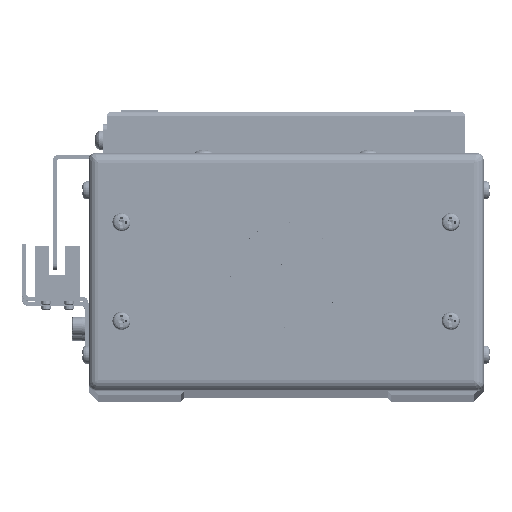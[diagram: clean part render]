
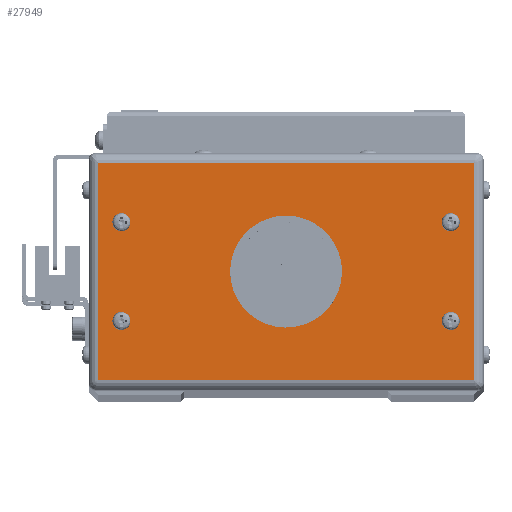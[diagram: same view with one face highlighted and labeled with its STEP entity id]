
A CAD part, top view. The second image highlights one B-rep face of the part: STEP entity #27949.
In plain terms, the highlighted planar face has unit normal (0, 0, 1).
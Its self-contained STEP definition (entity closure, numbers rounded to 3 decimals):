
#999 = DIRECTION ( 'NONE',  ( 1., 0., 0. ) ) ;
#1903 = LINE ( 'NONE', #90231, #98327 ) ;
#2815 = AXIS2_PLACEMENT_3D ( 'NONE', #81186, #117787, #60837 ) ;
#4200 = DIRECTION ( 'NONE',  ( 0., 1., 0. ) ) ;
#5366 = DIRECTION ( 'NONE',  ( 0., 0., -1. ) ) ;
#6253 = AXIS2_PLACEMENT_3D ( 'NONE', #45150, #110562, #54518 ) ;
#7076 = ORIENTED_EDGE ( 'NONE', *, *, #37829, .F. ) ;
#8370 = VERTEX_POINT ( 'NONE', #26535 ) ;
#8867 = ORIENTED_EDGE ( 'NONE', *, *, #61790, .F. ) ;
#8874 = ORIENTED_EDGE ( 'NONE', *, *, #99261, .F. ) ;
#10211 = EDGE_CURVE ( 'NONE', #44007, #27236, #118945, .T. ) ;
#11098 = AXIS2_PLACEMENT_3D ( 'NONE', #102181, #46139, #111531 ) ;
#11141 = CARTESIAN_POINT ( 'NONE',  ( 48.3, 15., 5. ) ) ;
#15380 = EDGE_CURVE ( 'NONE', #113126, #8370, #49294, .T. ) ;
#16211 = CARTESIAN_POINT ( 'NONE',  ( 50., 15., 5. ) ) ;
#16299 = EDGE_LOOP ( 'NONE', ( #51138, #88365, #104337, #73293 ) ) ;
#16399 = EDGE_LOOP ( 'NONE', ( #114224, #66272 ) ) ;
#17813 = VERTEX_POINT ( 'NONE', #33455 ) ;
#22119 = AXIS2_PLACEMENT_3D ( 'NONE', #16211, #81497, #25585 ) ;
#22372 = EDGE_LOOP ( 'NONE', ( #92277, #74778 ) ) ;
#22383 = FACE_BOUND ( 'NONE', #16399, .T. ) ;
#25585 = DIRECTION ( 'NONE',  ( 1., 0., 0. ) ) ;
#25961 = DIRECTION ( 'NONE',  ( -1., 0., 0. ) ) ;
#26184 = LINE ( 'NONE', #116017, #97802 ) ;
#26535 = CARTESIAN_POINT ( 'NONE',  ( -51.7, 15., 5. ) ) ;
#27236 = VERTEX_POINT ( 'NONE', #120174 ) ;
#27257 = CIRCLE ( 'NONE', #96454, 1.7 ) ;
#27313 = CIRCLE ( 'NONE', #120262, 1.7 ) ;
#27949 = ADVANCED_FACE ( 'NONE', ( #94045, #118828, #22383, #96973, #44265, #47182 ), #100117, .F. ) ;
#28636 = VECTOR ( 'NONE', #63183, 1000. ) ;
#29797 = DIRECTION ( 'NONE',  ( 0., 0., 1. ) ) ;
#31845 = CARTESIAN_POINT ( 'NONE',  ( -57., -33., 5. ) ) ;
#31949 = DIRECTION ( 'NONE',  ( 0., 0., 1. ) ) ;
#33455 = CARTESIAN_POINT ( 'NONE',  ( 57., -33., 5. ) ) ;
#35219 = EDGE_CURVE ( 'NONE', #76981, #17813, #103225, .T. ) ;
#35703 = CARTESIAN_POINT ( 'NONE',  ( 51.7, -15., 5. ) ) ;
#36682 = VERTEX_POINT ( 'NONE', #35703 ) ;
#37829 = EDGE_CURVE ( 'NONE', #36682, #119604, #27313, .T. ) ;
#38540 = VECTOR ( 'NONE', #25961, 1000. ) ;
#38568 = CARTESIAN_POINT ( 'NONE',  ( 15., 0., 5. ) ) ;
#39167 = VERTEX_POINT ( 'NONE', #38568 ) ;
#41637 = DIRECTION ( 'NONE',  ( 0., 0., 1. ) ) ;
#43500 = EDGE_CURVE ( 'NONE', #50413, #119023, #111090, .T. ) ;
#44007 = VERTEX_POINT ( 'NONE', #75474 ) ;
#44108 = ORIENTED_EDGE ( 'NONE', *, *, #15380, .F. ) ;
#44265 = FACE_OUTER_BOUND ( 'NONE', #16299, .T. ) ;
#45150 = CARTESIAN_POINT ( 'NONE',  ( 0., 0., 5. ) ) ;
#45177 = CIRCLE ( 'NONE', #11098, 1.7 ) ;
#45690 = EDGE_CURVE ( 'NONE', #17813, #44007, #26184, .T. ) ;
#46139 = DIRECTION ( 'NONE',  ( 0., 0., 1. ) ) ;
#47182 = FACE_BOUND ( 'NONE', #74738, .T. ) ;
#48741 = DIRECTION ( 'NONE',  ( 0., 0., 1. ) ) ;
#48904 = DIRECTION ( 'NONE',  ( 0., 0., 1. ) ) ;
#49294 = CIRCLE ( 'NONE', #2815, 1.7 ) ;
#50413 = VERTEX_POINT ( 'NONE', #11141 ) ;
#51138 = ORIENTED_EDGE ( 'NONE', *, *, #35219, .T. ) ;
#54514 = EDGE_LOOP ( 'NONE', ( #7076, #8874 ) ) ;
#54518 = DIRECTION ( 'NONE',  ( 1., 0., 0. ) ) ;
#56793 = DIRECTION ( 'NONE',  ( 0., 0., 1. ) ) ;
#60625 = CIRCLE ( 'NONE', #95376, 1.7 ) ;
#60837 = DIRECTION ( 'NONE',  ( 1., 0., 0. ) ) ;
#61173 = CARTESIAN_POINT ( 'NONE',  ( -58., -34., 5. ) ) ;
#61790 = EDGE_CURVE ( 'NONE', #39167, #85427, #73329, .T. ) ;
#63183 = DIRECTION ( 'NONE',  ( 1., 0., 0. ) ) ;
#63926 = EDGE_CURVE ( 'NONE', #108515, #74728, #45177, .T. ) ;
#66272 = ORIENTED_EDGE ( 'NONE', *, *, #43500, .F. ) ;
#69712 = CIRCLE ( 'NONE', #22119, 1.7 ) ;
#70600 = DIRECTION ( 'NONE',  ( -1., 0., 0. ) ) ;
#72062 = EDGE_CURVE ( 'NONE', #85427, #39167, #94532, .T. ) ;
#73293 = ORIENTED_EDGE ( 'NONE', *, *, #91256, .T. ) ;
#73329 = CIRCLE ( 'NONE', #6253, 15. ) ;
#74404 = CIRCLE ( 'NONE', #77574, 1.7 ) ;
#74728 = VERTEX_POINT ( 'NONE', #77224 ) ;
#74738 = EDGE_LOOP ( 'NONE', ( #93878, #8867 ) ) ;
#74778 = ORIENTED_EDGE ( 'NONE', *, *, #63926, .F. ) ;
#75474 = CARTESIAN_POINT ( 'NONE',  ( 57., 33., 5. ) ) ;
#76981 = VERTEX_POINT ( 'NONE', #31845 ) ;
#77224 = CARTESIAN_POINT ( 'NONE',  ( -48.3, -15., 5. ) ) ;
#77574 = AXIS2_PLACEMENT_3D ( 'NONE', #87940, #31949, #97356 ) ;
#78650 = CARTESIAN_POINT ( 'NONE',  ( 51.7, 15., 5. ) ) ;
#78766 = AXIS2_PLACEMENT_3D ( 'NONE', #112813, #56793, #999 ) ;
#78877 = ORIENTED_EDGE ( 'NONE', *, *, #94456, .F. ) ;
#81186 = CARTESIAN_POINT ( 'NONE',  ( -50., 15., 5. ) ) ;
#81497 = DIRECTION ( 'NONE',  ( 0., 0., 1. ) ) ;
#84299 = CARTESIAN_POINT ( 'NONE',  ( -58., 33., 5. ) ) ;
#85115 = CARTESIAN_POINT ( 'NONE',  ( 48.3, -15., 5. ) ) ;
#85427 = VERTEX_POINT ( 'NONE', #97687 ) ;
#85748 = CARTESIAN_POINT ( 'NONE',  ( -50., 15., 5. ) ) ;
#86862 = EDGE_CURVE ( 'NONE', #74728, #108515, #27257, .T. ) ;
#87940 = CARTESIAN_POINT ( 'NONE',  ( 50., -15., 5. ) ) ;
#88365 = ORIENTED_EDGE ( 'NONE', *, *, #45690, .T. ) ;
#89297 = CARTESIAN_POINT ( 'NONE',  ( -51.7, -15., 5. ) ) ;
#90231 = CARTESIAN_POINT ( 'NONE',  ( -57., -34., 5. ) ) ;
#90403 = AXIS2_PLACEMENT_3D ( 'NONE', #61173, #5366, #70600 ) ;
#91256 = EDGE_CURVE ( 'NONE', #27236, #76981, #1903, .T. ) ;
#92277 = ORIENTED_EDGE ( 'NONE', *, *, #86862, .F. ) ;
#93774 = CARTESIAN_POINT ( 'NONE',  ( -48.3, 15., 5. ) ) ;
#93878 = ORIENTED_EDGE ( 'NONE', *, *, #72062, .F. ) ;
#94045 = FACE_BOUND ( 'NONE', #22372, .T. ) ;
#94456 = EDGE_CURVE ( 'NONE', #8370, #113126, #60625, .T. ) ;
#94532 = CIRCLE ( 'NONE', #78766, 15. ) ;
#94967 = AXIS2_PLACEMENT_3D ( 'NONE', #97674, #41637, #107018 ) ;
#95166 = DIRECTION ( 'NONE',  ( 1., 0., 0. ) ) ;
#95376 = AXIS2_PLACEMENT_3D ( 'NONE', #85748, #29797, #95166 ) ;
#96454 = AXIS2_PLACEMENT_3D ( 'NONE', #104778, #48741, #114131 ) ;
#96973 = FACE_BOUND ( 'NONE', #54514, .T. ) ;
#97356 = DIRECTION ( 'NONE',  ( 1., 0., 0. ) ) ;
#97674 = CARTESIAN_POINT ( 'NONE',  ( 50., 15., 5. ) ) ;
#97687 = CARTESIAN_POINT ( 'NONE',  ( -15., 0., 5. ) ) ;
#97802 = VECTOR ( 'NONE', #4200, 1000. ) ;
#98327 = VECTOR ( 'NONE', #118351, 1000. ) ;
#99261 = EDGE_CURVE ( 'NONE', #119604, #36682, #74404, .T. ) ;
#100117 = PLANE ( 'NONE',  #90403 ) ;
#101025 = EDGE_CURVE ( 'NONE', #119023, #50413, #69712, .T. ) ;
#102181 = CARTESIAN_POINT ( 'NONE',  ( -50., -15., 5. ) ) ;
#103225 = LINE ( 'NONE', #119157, #28636 ) ;
#104337 = ORIENTED_EDGE ( 'NONE', *, *, #10211, .T. ) ;
#104778 = CARTESIAN_POINT ( 'NONE',  ( -50., -15., 5. ) ) ;
#104940 = CARTESIAN_POINT ( 'NONE',  ( 50., -15., 5. ) ) ;
#107018 = DIRECTION ( 'NONE',  ( 1., 0., 0. ) ) ;
#108515 = VERTEX_POINT ( 'NONE', #89297 ) ;
#110262 = EDGE_LOOP ( 'NONE', ( #44108, #78877 ) ) ;
#110562 = DIRECTION ( 'NONE',  ( 0., 0., 1. ) ) ;
#111090 = CIRCLE ( 'NONE', #94967, 1.7 ) ;
#111531 = DIRECTION ( 'NONE',  ( 1., 0., 0. ) ) ;
#112813 = CARTESIAN_POINT ( 'NONE',  ( 0., 0., 5. ) ) ;
#113126 = VERTEX_POINT ( 'NONE', #93774 ) ;
#114131 = DIRECTION ( 'NONE',  ( 1., 0., 0. ) ) ;
#114224 = ORIENTED_EDGE ( 'NONE', *, *, #101025, .F. ) ;
#114295 = DIRECTION ( 'NONE',  ( 1., 0., 0. ) ) ;
#116017 = CARTESIAN_POINT ( 'NONE',  ( 57., -34., 5. ) ) ;
#117787 = DIRECTION ( 'NONE',  ( 0., 0., 1. ) ) ;
#118351 = DIRECTION ( 'NONE',  ( 0., -1., 0. ) ) ;
#118828 = FACE_BOUND ( 'NONE', #110262, .T. ) ;
#118945 = LINE ( 'NONE', #84299, #38540 ) ;
#119023 = VERTEX_POINT ( 'NONE', #78650 ) ;
#119157 = CARTESIAN_POINT ( 'NONE',  ( -58., -33., 5. ) ) ;
#119604 = VERTEX_POINT ( 'NONE', #85115 ) ;
#120174 = CARTESIAN_POINT ( 'NONE',  ( -57., 33., 5. ) ) ;
#120262 = AXIS2_PLACEMENT_3D ( 'NONE', #104940, #48904, #114295 ) ;
